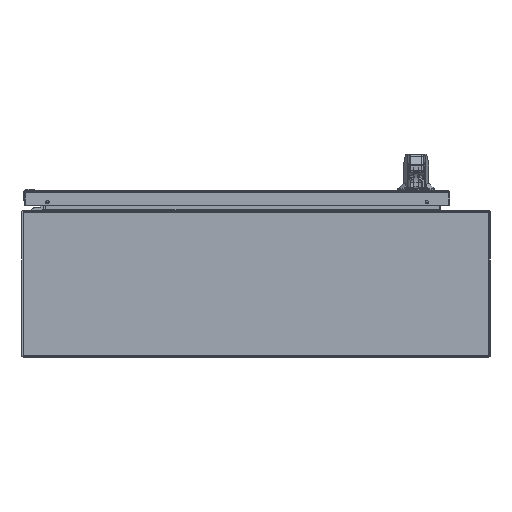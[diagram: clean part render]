
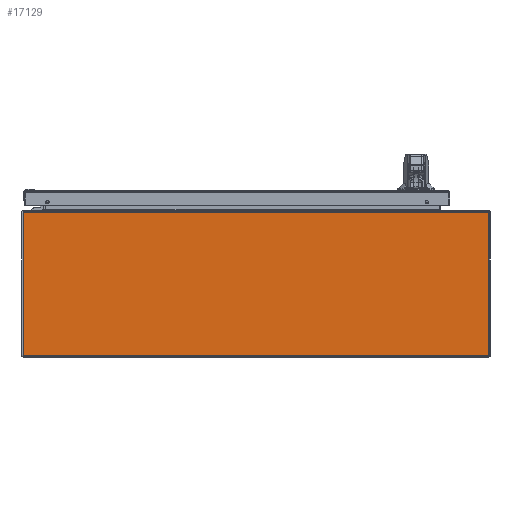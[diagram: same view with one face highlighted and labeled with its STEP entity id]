
A CAD part, left-side view. The second image highlights one B-rep face of the part: STEP entity #17129.
In plain terms, the highlighted planar face has unit normal (-1, 0, 0).
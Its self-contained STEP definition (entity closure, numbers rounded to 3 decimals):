
#17129 = ADVANCED_FACE ( 'NONE', ( #152903 ), #20807, .T. ) ;
#20807 = PLANE ( 'NONE',  #173398 ) ;
#23265 = ORIENTED_EDGE ( 'NONE', *, *, #33795, .F. ) ;
#33795 = EDGE_CURVE ( 'NONE', #49382, #104507, #217497, .T. ) ;
#33922 = ORIENTED_EDGE ( 'NONE', *, *, #60463, .T. ) ;
#47019 = DIRECTION ( 'NONE',  ( 0., 1., 0. ) ) ;
#47502 = ORIENTED_EDGE ( 'NONE', *, *, #177083, .T. ) ;
#49382 = VERTEX_POINT ( 'NONE', #154136 ) ;
#53825 = DIRECTION ( 'NONE',  ( -1., 0., 0. ) ) ;
#60463 = EDGE_CURVE ( 'NONE', #214837, #76622, #131791, .T. ) ;
#60613 = VECTOR ( 'NONE', #88830, 39.37 ) ;
#64261 = VECTOR ( 'NONE', #159488, 39.37 ) ;
#69892 = CARTESIAN_POINT ( 'NONE',  ( -15., -12.613, 3.883 ) ) ;
#73160 = VECTOR ( 'NONE', #47019, 39.37 ) ;
#76622 = VERTEX_POINT ( 'NONE', #105290 ) ;
#88830 = DIRECTION ( 'NONE',  ( 0., 0., 1. ) ) ;
#92064 = LINE ( 'NONE', #174564, #60613 ) ;
#93509 = LINE ( 'NONE', #196841, #64261 ) ;
#99251 = VECTOR ( 'NONE', #201009, 39.37 ) ;
#104507 = VERTEX_POINT ( 'NONE', #193304 ) ;
#105290 = CARTESIAN_POINT ( 'NONE',  ( -15., 12.613, 3.883 ) ) ;
#118564 = CARTESIAN_POINT ( 'NONE',  ( -15., -12.613, -3.864 ) ) ;
#131791 = LINE ( 'NONE', #155836, #99251 ) ;
#141780 = DIRECTION ( 'NONE',  ( 0., 0., 1. ) ) ;
#152903 = FACE_OUTER_BOUND ( 'NONE', #196716, .T. ) ;
#154136 = CARTESIAN_POINT ( 'NONE',  ( -15., -12.613, -3.864 ) ) ;
#155836 = CARTESIAN_POINT ( 'NONE',  ( -15., -12.613, 3.883 ) ) ;
#159488 = DIRECTION ( 'NONE',  ( 0., 0., 1. ) ) ;
#173398 = AXIS2_PLACEMENT_3D ( 'NONE', #188078, #53825, #141780 ) ;
#174564 = CARTESIAN_POINT ( 'NONE',  ( -15., -12.613, 0. ) ) ;
#177083 = EDGE_CURVE ( 'NONE', #49382, #214837, #92064, .T. ) ;
#181918 = ORIENTED_EDGE ( 'NONE', *, *, #188885, .F. ) ;
#188078 = CARTESIAN_POINT ( 'NONE',  ( -15., -12.613, 4. ) ) ;
#188885 = EDGE_CURVE ( 'NONE', #104507, #76622, #93509, .T. ) ;
#193304 = CARTESIAN_POINT ( 'NONE',  ( -15., 12.613, -3.864 ) ) ;
#196716 = EDGE_LOOP ( 'NONE', ( #23265, #47502, #33922, #181918 ) ) ;
#196841 = CARTESIAN_POINT ( 'NONE',  ( -15., 12.613, 0. ) ) ;
#201009 = DIRECTION ( 'NONE',  ( 0., 1., 0. ) ) ;
#214837 = VERTEX_POINT ( 'NONE', #69892 ) ;
#217497 = LINE ( 'NONE', #118564, #73160 ) ;
